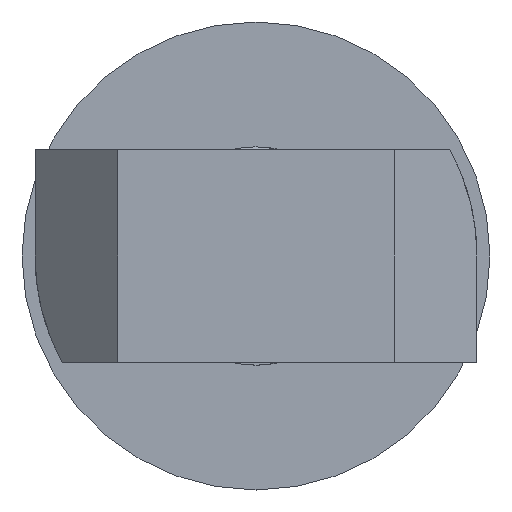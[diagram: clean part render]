
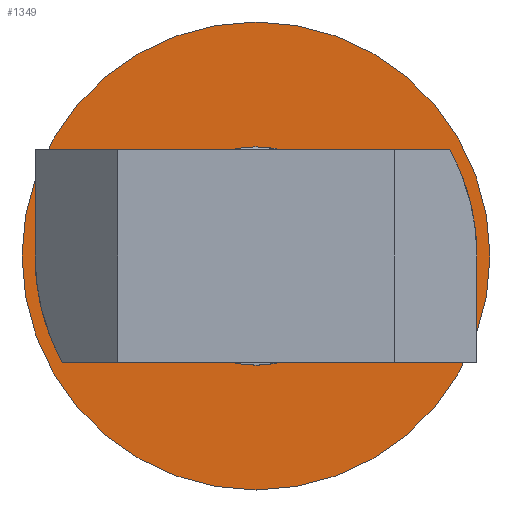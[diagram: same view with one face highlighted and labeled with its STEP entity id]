
A CAD part, front view. The second image highlights one B-rep face of the part: STEP entity #1349.
In plain terms, the highlighted planar face has unit normal (0, -1, 0).
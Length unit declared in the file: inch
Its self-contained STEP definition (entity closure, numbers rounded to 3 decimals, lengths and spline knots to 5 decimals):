
#128 = EDGE_CURVE ( 'NONE', #2445, #2444, #1608, .T. ) ;
#140 = EDGE_CURVE ( 'NONE', #2436, #2435, #1620, .T. ) ;
#188 = AXIS2_PLACEMENT_3D ( 'NONE', #5598, #5601, #5602 ) ;
#252 = EDGE_CURVE ( 'NONE', #2435, #2436, #1639, .T. ) ;
#254 = EDGE_CURVE ( 'NONE', #2444, #2445, #1641, .T. ) ;
#1053 = FACE_BOUND ( 'NONE', #4756, .T. ) ;
#1059 = FACE_OUTER_BOUND ( 'NONE', #4755, .T. ) ;
#1075 = DIRECTION ( 'NONE',  ( 0., 0., 1. ) ) ;
#1077 = DIRECTION ( 'NONE',  ( 0., 1., 0. ) ) ;
#1085 = CARTESIAN_POINT ( 'NONE',  ( 0., 0.4375, 0. ) ) ;
#1113 = DIRECTION ( 'NONE',  ( 0., 0., 1. ) ) ;
#1141 = DIRECTION ( 'NONE',  ( 0., 1., 0. ) ) ;
#1181 = CARTESIAN_POINT ( 'NONE',  ( 0., 0.4375, 0. ) ) ;
#1349 = ADVANCED_FACE ( 'NONE', ( #1053, #1059 ), #5599, .F. ) ;
#1608 = CIRCLE ( 'NONE', #2017, 0.3335 ) ;
#1620 = CIRCLE ( 'NONE', #2022, 0.14434 ) ;
#1639 = CIRCLE ( 'NONE', #2021, 0.14434 ) ;
#1641 = CIRCLE ( 'NONE', #2024, 0.3335 ) ;
#2017 = AXIS2_PLACEMENT_3D ( 'NONE', #4858, #4855, #4854 ) ;
#2021 = AXIS2_PLACEMENT_3D ( 'NONE', #1085, #1077, #1075 ) ;
#2022 = AXIS2_PLACEMENT_3D ( 'NONE', #1181, #1141, #1113 ) ;
#2024 = AXIS2_PLACEMENT_3D ( 'NONE', #4612, #4615, #4614 ) ;
#2435 = VERTEX_POINT ( 'NONE', #4164 ) ;
#2436 = VERTEX_POINT ( 'NONE', #4165 ) ;
#2444 = VERTEX_POINT ( 'NONE', #4173 ) ;
#2445 = VERTEX_POINT ( 'NONE', #4174 ) ;
#4164 = CARTESIAN_POINT ( 'NONE',  ( 0., 0.4375, 0.14434 ) ) ;
#4165 = CARTESIAN_POINT ( 'NONE',  ( 0., 0.4375, -0.14434 ) ) ;
#4173 = CARTESIAN_POINT ( 'NONE',  ( 0., 0.4375, -0.3335 ) ) ;
#4174 = CARTESIAN_POINT ( 'NONE',  ( 0., 0.4375, 0.3335 ) ) ;
#4612 = CARTESIAN_POINT ( 'NONE',  ( 0., 0.4375, 0. ) ) ;
#4614 = DIRECTION ( 'NONE',  ( 0., 0., 1. ) ) ;
#4615 = DIRECTION ( 'NONE',  ( 0., 1., 0. ) ) ;
#4755 = EDGE_LOOP ( 'NONE', ( #5290, #5291 ) ) ;
#4756 = EDGE_LOOP ( 'NONE', ( #5288, #5289 ) ) ;
#4854 = DIRECTION ( 'NONE',  ( 0., 0., 1. ) ) ;
#4855 = DIRECTION ( 'NONE',  ( 0., 1., 0. ) ) ;
#4858 = CARTESIAN_POINT ( 'NONE',  ( 0., 0.4375, 0. ) ) ;
#5288 = ORIENTED_EDGE ( 'NONE', *, *, #252, .T. ) ;
#5289 = ORIENTED_EDGE ( 'NONE', *, *, #140, .T. ) ;
#5290 = ORIENTED_EDGE ( 'NONE', *, *, #128, .F. ) ;
#5291 = ORIENTED_EDGE ( 'NONE', *, *, #254, .F. ) ;
#5598 = CARTESIAN_POINT ( 'NONE',  ( 0.28868, 0.4375, 0. ) ) ;
#5599 = PLANE ( 'NONE',  #188 ) ;
#5601 = DIRECTION ( 'NONE',  ( 0., 1., 0. ) ) ;
#5602 = DIRECTION ( 'NONE',  ( 0., 0., 1. ) ) ;
